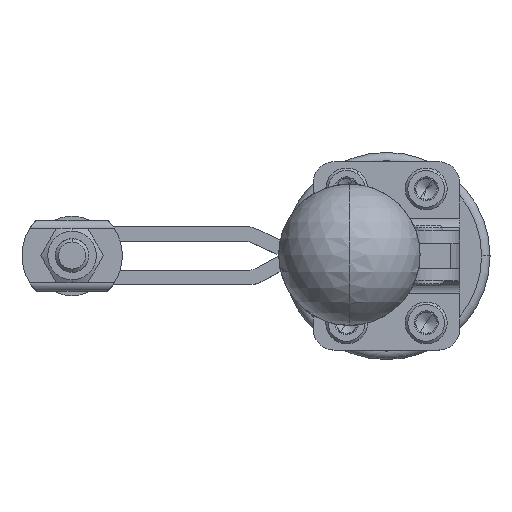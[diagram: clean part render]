
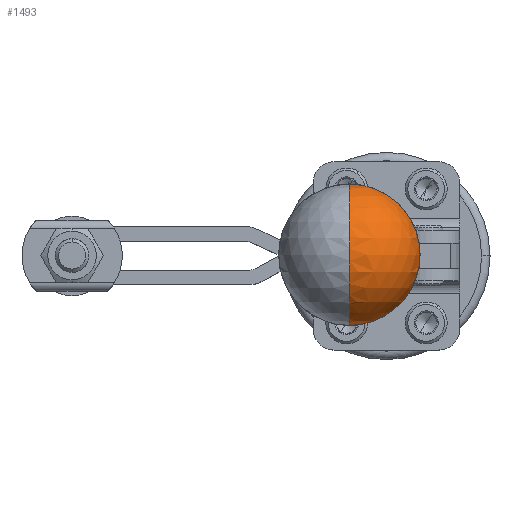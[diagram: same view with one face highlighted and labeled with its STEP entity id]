
A CAD part, top view. The second image highlights one B-rep face of the part: STEP entity #1493.
In plain terms, the highlighted spherical face has radius 17 mm.
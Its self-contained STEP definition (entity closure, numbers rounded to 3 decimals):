
#1493=ADVANCED_FACE('',(#3763),#3764,.T.);
#3763=FACE_OUTER_BOUND('',#7044,.T.);
#3764=SPHERICAL_SURFACE('',#7045,17.);
#7044=EDGE_LOOP('',(#10899,#10900,#10901));
#7045=AXIS2_PLACEMENT_3D('',#10902,#10903,#10904);
#10899=ORIENTED_EDGE('',*,*,#19538,.F.);
#10900=ORIENTED_EDGE('',*,*,#19539,.T.);
#10901=ORIENTED_EDGE('',*,*,#19540,.T.);
#10902=CARTESIAN_POINT('',(-8.854,0.,175.868));
#10903=DIRECTION('',(0.,1.0,0.));
#10904=DIRECTION('',(0.005,0.,1.));
#19538=EDGE_CURVE('',#23543,#23544,#23545,.T.);
#19539=EDGE_CURVE('',#23543,#23546,#23547,.T.);
#19540=EDGE_CURVE('',#23546,#23544,#23548,.T.);
#23543=VERTEX_POINT('',#29016);
#23544=VERTEX_POINT('',#29017);
#23545=CIRCLE('',#29018,17.);
#23546=VERTEX_POINT('',#29019);
#23547=CIRCLE('',#29020,16.873);
#23548=CIRCLE('',#29021,16.873);
#29016=CARTESIAN_POINT('',(-8.845,-16.873,177.939));
#29017=CARTESIAN_POINT('',(-8.845,16.873,177.939));
#29018=AXIS2_PLACEMENT_3D('',#35476,#35477,#35478);
#29019=CARTESIAN_POINT('',(8.028,0.,177.863));
#29020=AXIS2_PLACEMENT_3D('',#35479,#35480,#35481);
#29021=AXIS2_PLACEMENT_3D('',#35482,#35483,#35484);
#35476=CARTESIAN_POINT('',(-8.854,0.,175.868));
#35477=DIRECTION('',(-1.,0.,0.005));
#35478=DIRECTION('',(-0.005,0.,-1.));
#35479=CARTESIAN_POINT('',(-8.845,0.,177.939));
#35480=DIRECTION('',(0.005,0.,1.));
#35481=DIRECTION('',(1.,0.,-0.005));
#35482=CARTESIAN_POINT('',(-8.845,0.,177.939));
#35483=DIRECTION('',(0.005,0.,1.));
#35484=DIRECTION('',(1.,0.,-0.005));
